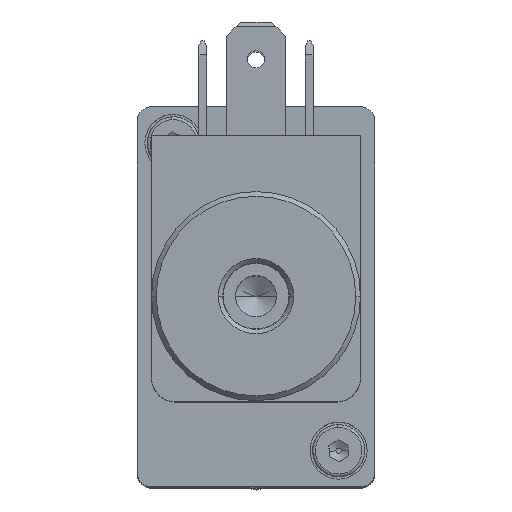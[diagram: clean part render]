
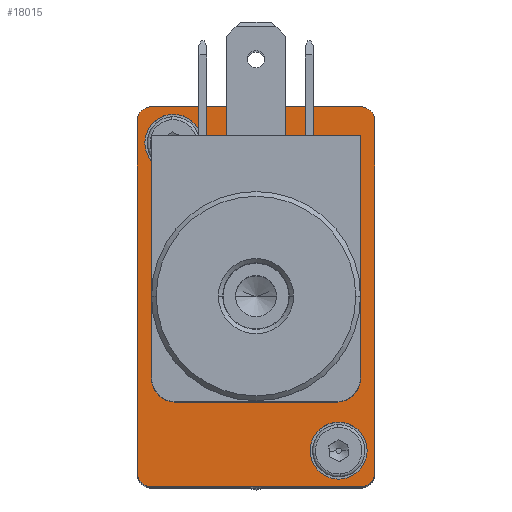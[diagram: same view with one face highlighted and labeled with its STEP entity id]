
A CAD part, top view. The second image highlights one B-rep face of the part: STEP entity #18015.
In plain terms, the highlighted face is planar.
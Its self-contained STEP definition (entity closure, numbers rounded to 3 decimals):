
#13667=CARTESIAN_POINT('',(7.2,25.75,15.2));
#13668=VERTEX_POINT('',#13667);
#13684=CARTESIAN_POINT('',(7.2,25.75,9.2));
#13685=VERTEX_POINT('',#13684);
#13692=CARTESIAN_POINT('',(7.2,25.75,12.2));
#13693=DIRECTION('',(0.0,-1.0,0.0));
#13694=DIRECTION('',(0.0,0.0,1.0));
#13695=AXIS2_PLACEMENT_3D('',#13692,#13693,#13694);
#13696=CIRCLE('',#13695,3.0);
#13697=EDGE_CURVE('',#13668,#13685,#13696,.T.);
#13709=CARTESIAN_POINT('',(-10.2,25.75,-17.2));
#13710=VERTEX_POINT('',#13709);
#13726=CARTESIAN_POINT('',(-10.2,25.75,-23.2));
#13727=VERTEX_POINT('',#13726);
#13734=CARTESIAN_POINT('',(-10.2,25.75,-20.2));
#13735=DIRECTION('',(0.0,-1.0,0.0));
#13736=DIRECTION('',(0.0,0.0,1.0));
#13737=AXIS2_PLACEMENT_3D('',#13734,#13735,#13736);
#13738=CIRCLE('',#13737,3.0);
#13739=EDGE_CURVE('',#13710,#13727,#13738,.T.);
#13751=CARTESIAN_POINT('',(-13.561,25.75,15.561));
#13752=VERTEX_POINT('',#13751);
#13768=CARTESIAN_POINT('',(-12.5,25.75,16.));
#13769=VERTEX_POINT('',#13768);
#13776=CARTESIAN_POINT('',(-12.5,25.75,14.5));
#13777=DIRECTION('',(0.0,-1.,0.0));
#13778=DIRECTION('',(-0.707,0.0,0.707));
#13779=AXIS2_PLACEMENT_3D('',#13776,#13777,#13778);
#13780=CIRCLE('',#13779,1.5);
#13781=EDGE_CURVE('',#13769,#13752,#13780,.T.);
#13793=CARTESIAN_POINT('',(-13.561,25.75,-23.561));
#13794=VERTEX_POINT('',#13793);
#13810=CARTESIAN_POINT('',(-14.0,25.75,-22.5));
#13811=VERTEX_POINT('',#13810);
#13818=CARTESIAN_POINT('',(-12.5,25.75,-22.5));
#13819=DIRECTION('',(0.0,-1.,0.0));
#13820=DIRECTION('',(-0.707,0.0,-0.707));
#13821=AXIS2_PLACEMENT_3D('',#13818,#13819,#13820);
#13822=CIRCLE('',#13821,1.5);
#13823=EDGE_CURVE('',#13811,#13794,#13822,.T.);
#13835=CARTESIAN_POINT('',(10.561,25.75,-23.561));
#13836=VERTEX_POINT('',#13835);
#13852=CARTESIAN_POINT('',(9.5,25.75,-24.0));
#13853=VERTEX_POINT('',#13852);
#13860=CARTESIAN_POINT('',(9.5,25.75,-22.5));
#13861=DIRECTION('',(0.0,-1.,0.0));
#13862=DIRECTION('',(0.707,0.0,-0.707));
#13863=AXIS2_PLACEMENT_3D('',#13860,#13861,#13862);
#13864=CIRCLE('',#13863,1.5);
#13865=EDGE_CURVE('',#13853,#13836,#13864,.T.);
#13877=CARTESIAN_POINT('',(10.561,25.75,15.561));
#13878=VERTEX_POINT('',#13877);
#13894=CARTESIAN_POINT('',(11.0,25.75,14.5));
#13895=VERTEX_POINT('',#13894);
#13902=CARTESIAN_POINT('',(9.5,25.75,14.5));
#13903=DIRECTION('',(0.0,-1.,0.0));
#13904=DIRECTION('',(0.707,0.0,0.707));
#13905=AXIS2_PLACEMENT_3D('',#13902,#13903,#13904);
#13906=CIRCLE('',#13905,1.5);
#13907=EDGE_CURVE('',#13895,#13878,#13906,.T.);
#14605=CARTESIAN_POINT('',(-1.5,25.75,11.));
#14606=VERTEX_POINT('',#14605);
#14622=CARTESIAN_POINT('',(-1.5,25.75,6.));
#14623=VERTEX_POINT('',#14622);
#14630=CARTESIAN_POINT('',(-1.5,25.75,8.5));
#14631=DIRECTION('',(0.0,-1.0,0.0));
#14632=DIRECTION('',(0.0,0.0,1.0));
#14633=AXIS2_PLACEMENT_3D('',#14630,#14631,#14632);
#14634=CIRCLE('',#14633,2.5);
#14635=EDGE_CURVE('',#14606,#14623,#14634,.T.);
#14688=CARTESIAN_POINT('',(7.5,25.75,-4.));
#14689=VERTEX_POINT('',#14688);
#14705=CARTESIAN_POINT('',(-10.5,25.75,-4.));
#14706=VERTEX_POINT('',#14705);
#14713=CARTESIAN_POINT('',(-1.5,25.75,-4.));
#14714=DIRECTION('',(0.0,-1.0,0.0));
#14715=DIRECTION('',(1.0,0.0,0.0));
#14716=AXIS2_PLACEMENT_3D('',#14713,#14714,#14715);
#14717=CIRCLE('',#14716,9.0);
#14718=EDGE_CURVE('',#14689,#14706,#14717,.T.);
#17001=CARTESIAN_POINT('',(-1.5,25.75,-4.));
#17002=DIRECTION('',(0.0,-1.0,0.0));
#17003=DIRECTION('',(1.0,0.0,0.0));
#17004=AXIS2_PLACEMENT_3D('',#17001,#17002,#17003);
#17005=CIRCLE('',#17004,9.0);
#17006=EDGE_CURVE('',#14706,#14689,#17005,.T.);
#17062=CARTESIAN_POINT('',(-1.5,25.75,8.5));
#17063=DIRECTION('',(0.0,-1.0,0.0));
#17064=DIRECTION('',(0.0,0.0,1.0));
#17065=AXIS2_PLACEMENT_3D('',#17062,#17063,#17064);
#17066=CIRCLE('',#17065,2.5);
#17067=EDGE_CURVE('',#14623,#14606,#17066,.T.);
#17876=CARTESIAN_POINT('',(9.5,25.75,16.));
#17877=VERTEX_POINT('',#17876);
#17878=CARTESIAN_POINT('',(9.5,25.75,14.5));
#17879=DIRECTION('',(0.0,-1.,0.0));
#17880=DIRECTION('',(0.707,0.0,0.707));
#17881=AXIS2_PLACEMENT_3D('',#17878,#17879,#17880);
#17882=CIRCLE('',#17881,1.5);
#17883=EDGE_CURVE('',#13878,#17877,#17882,.T.);
#17909=CARTESIAN_POINT('',(9.5,25.75,16.));
#17910=DIRECTION('',(-1.0,0.0,0.0));
#17911=VECTOR('',#17910,22.0);
#17912=LINE('',#17909,#17911);
#17913=EDGE_CURVE('',#17877,#13769,#17912,.T.);
#17929=CARTESIAN_POINT('',(0.,25.75,0.));
#17930=DIRECTION('',(0.0,1.0,0.0));
#17931=DIRECTION('',(0.0,0.0,1.0));
#17932=AXIS2_PLACEMENT_3D('',#17929,#17930,#17931);
#17933=PLANE('',#17932);
#17934=ORIENTED_EDGE('',*,*,#13907,.F.);
#17935=CARTESIAN_POINT('',(11.0,25.75,-22.5));
#17936=VERTEX_POINT('',#17935);
#17937=CARTESIAN_POINT('',(11.0,25.75,-22.5));
#17938=DIRECTION('',(0.0,0.0,1.0));
#17939=VECTOR('',#17938,37.0);
#17940=LINE('',#17937,#17939);
#17941=EDGE_CURVE('',#17936,#13895,#17940,.T.);
#17942=ORIENTED_EDGE('',*,*,#17941,.F.);
#17943=CARTESIAN_POINT('',(9.5,25.75,-22.5));
#17944=DIRECTION('',(0.0,-1.,0.0));
#17945=DIRECTION('',(0.707,0.0,-0.707));
#17946=AXIS2_PLACEMENT_3D('',#17943,#17944,#17945);
#17947=CIRCLE('',#17946,1.5);
#17948=EDGE_CURVE('',#13836,#17936,#17947,.T.);
#17949=ORIENTED_EDGE('',*,*,#17948,.F.);
#17950=ORIENTED_EDGE('',*,*,#13865,.F.);
#17951=CARTESIAN_POINT('',(-12.5,25.75,-24.0));
#17952=VERTEX_POINT('',#17951);
#17953=CARTESIAN_POINT('',(-12.5,25.75,-24.0));
#17954=DIRECTION('',(1.0,0.0,0.0));
#17955=VECTOR('',#17954,22.0);
#17956=LINE('',#17953,#17955);
#17957=EDGE_CURVE('',#17952,#13853,#17956,.T.);
#17958=ORIENTED_EDGE('',*,*,#17957,.F.);
#17959=CARTESIAN_POINT('',(-12.5,25.75,-22.5));
#17960=DIRECTION('',(0.0,-1.,0.0));
#17961=DIRECTION('',(-0.707,0.0,-0.707));
#17962=AXIS2_PLACEMENT_3D('',#17959,#17960,#17961);
#17963=CIRCLE('',#17962,1.5);
#17964=EDGE_CURVE('',#13794,#17952,#17963,.T.);
#17965=ORIENTED_EDGE('',*,*,#17964,.F.);
#17966=ORIENTED_EDGE('',*,*,#13823,.F.);
#17967=CARTESIAN_POINT('',(-14.0,25.75,14.5));
#17968=VERTEX_POINT('',#17967);
#17969=CARTESIAN_POINT('',(-14.0,25.75,14.5));
#17970=DIRECTION('',(0.0,0.0,-1.0));
#17971=VECTOR('',#17970,37.0);
#17972=LINE('',#17969,#17971);
#17973=EDGE_CURVE('',#17968,#13811,#17972,.T.);
#17974=ORIENTED_EDGE('',*,*,#17973,.F.);
#17975=CARTESIAN_POINT('',(-12.5,25.75,14.5));
#17976=DIRECTION('',(0.0,-1.,0.0));
#17977=DIRECTION('',(-0.707,0.0,0.707));
#17978=AXIS2_PLACEMENT_3D('',#17975,#17976,#17977);
#17979=CIRCLE('',#17978,1.5);
#17980=EDGE_CURVE('',#13752,#17968,#17979,.T.);
#17981=ORIENTED_EDGE('',*,*,#17980,.F.);
#17982=ORIENTED_EDGE('',*,*,#13781,.F.);
#17983=ORIENTED_EDGE('',*,*,#17913,.F.);
#17984=ORIENTED_EDGE('',*,*,#17883,.F.);
#17985=EDGE_LOOP('',(#17934,#17942,#17949,#17950,#17958,#17965,#17966,#17974,#17981,#17982,#17983,#17984));
#17986=FACE_OUTER_BOUND('',#17985,.T.);
#17987=ORIENTED_EDGE('',*,*,#14718,.T.);
#17988=ORIENTED_EDGE('',*,*,#17006,.T.);
#17989=EDGE_LOOP('',(#17987,#17988));
#17990=FACE_BOUND('',#17989,.T.);
#17991=ORIENTED_EDGE('',*,*,#14635,.T.);
#17992=ORIENTED_EDGE('',*,*,#17067,.T.);
#17993=EDGE_LOOP('',(#17991,#17992));
#17994=FACE_BOUND('',#17993,.T.);
#17995=ORIENTED_EDGE('',*,*,#13739,.T.);
#17996=CARTESIAN_POINT('',(-10.2,25.75,-20.2));
#17997=DIRECTION('',(0.0,-1.0,0.0));
#17998=DIRECTION('',(0.0,0.0,1.0));
#17999=AXIS2_PLACEMENT_3D('',#17996,#17997,#17998);
#18000=CIRCLE('',#17999,3.0);
#18001=EDGE_CURVE('',#13727,#13710,#18000,.T.);
#18002=ORIENTED_EDGE('',*,*,#18001,.T.);
#18003=EDGE_LOOP('',(#17995,#18002));
#18004=FACE_BOUND('',#18003,.T.);
#18005=ORIENTED_EDGE('',*,*,#13697,.T.);
#18006=CARTESIAN_POINT('',(7.2,25.75,12.2));
#18007=DIRECTION('',(0.0,-1.0,0.0));
#18008=DIRECTION('',(0.0,0.0,1.0));
#18009=AXIS2_PLACEMENT_3D('',#18006,#18007,#18008);
#18010=CIRCLE('',#18009,3.0);
#18011=EDGE_CURVE('',#13685,#13668,#18010,.T.);
#18012=ORIENTED_EDGE('',*,*,#18011,.T.);
#18013=EDGE_LOOP('',(#18005,#18012));
#18014=FACE_BOUND('',#18013,.T.);
#18015=ADVANCED_FACE('',(#17986,#17990,#17994,#18004,#18014),#17933,.T.);
